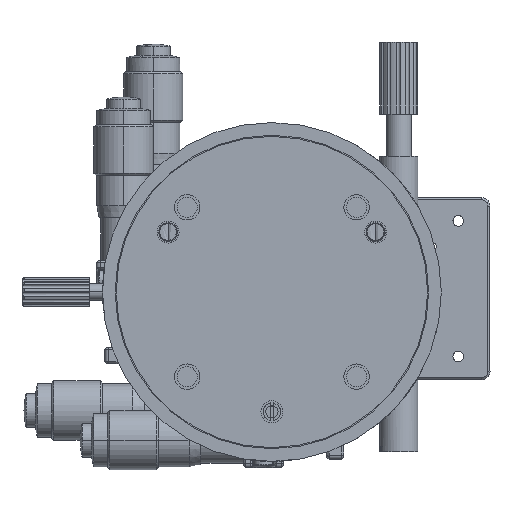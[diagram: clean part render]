
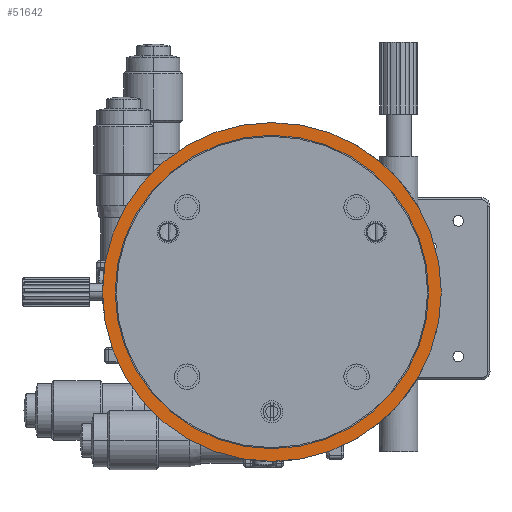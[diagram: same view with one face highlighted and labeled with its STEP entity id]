
A CAD part, front view. The second image highlights one B-rep face of the part: STEP entity #51642.
In plain terms, the highlighted planar face has unit normal (0, -1, 0).
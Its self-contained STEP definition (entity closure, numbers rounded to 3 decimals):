
#2801 = VERTEX_POINT ( 'NONE', #53028 ) ;
#3098 = DIRECTION ( 'NONE',  ( 0., 1., 0. ) ) ;
#4119 = CIRCLE ( 'NONE', #6670, 40. ) ;
#5577 = CARTESIAN_POINT ( 'NONE',  ( 8.807, -59.583, 207.626 ) ) ;
#6670 = AXIS2_PLACEMENT_3D ( 'NONE', #29009, #3098, #33351 ) ;
#7187 = CARTESIAN_POINT ( 'NONE',  ( 8.807, -59.583, 170.626 ) ) ;
#7386 = AXIS2_PLACEMENT_3D ( 'NONE', #32844, #19993, #50244 ) ;
#7636 = CIRCLE ( 'NONE', #22969, 40. ) ;
#9898 = DIRECTION ( 'NONE',  ( 0., 0., -1. ) ) ;
#11495 = EDGE_CURVE ( 'NONE', #2801, #19109, #4119, .T. ) ;
#11633 = CARTESIAN_POINT ( 'NONE',  ( 8.807, -59.583, 244.626 ) ) ;
#12345 = ORIENTED_EDGE ( 'NONE', *, *, #11495, .F. ) ;
#14091 = VERTEX_POINT ( 'NONE', #7187 ) ;
#15635 = PLANE ( 'NONE',  #7386 ) ;
#15860 = DIRECTION ( 'NONE',  ( 0., 1., 0. ) ) ;
#19109 = VERTEX_POINT ( 'NONE', #23259 ) ;
#19958 = ORIENTED_EDGE ( 'NONE', *, *, #41236, .F. ) ;
#19993 = DIRECTION ( 'NONE',  ( 0., 1., 0. ) ) ;
#20625 = AXIS2_PLACEMENT_3D ( 'NONE', #41774, #15860, #46128 ) ;
#21675 = EDGE_LOOP ( 'NONE', ( #12345, #19958 ) ) ;
#22969 = AXIS2_PLACEMENT_3D ( 'NONE', #5577, #35793, #9898 ) ;
#23259 = CARTESIAN_POINT ( 'NONE',  ( 8.807, -59.583, 247.626 ) ) ;
#23906 = CARTESIAN_POINT ( 'NONE',  ( 8.807, -59.583, 207.626 ) ) ;
#25371 = ORIENTED_EDGE ( 'NONE', *, *, #31049, .T. ) ;
#25401 = CIRCLE ( 'NONE', #29234, 37. ) ;
#25764 = VERTEX_POINT ( 'NONE', #11633 ) ;
#26770 = CIRCLE ( 'NONE', #20625, 37. ) ;
#28235 = DIRECTION ( 'NONE',  ( 0., 0., -1. ) ) ;
#29009 = CARTESIAN_POINT ( 'NONE',  ( 8.807, -59.583, 207.626 ) ) ;
#29234 = AXIS2_PLACEMENT_3D ( 'NONE', #23906, #54139, #28235 ) ;
#31049 = EDGE_CURVE ( 'NONE', #14091, #25764, #25401, .T. ) ;
#32844 = CARTESIAN_POINT ( 'NONE',  ( 8.807, -59.583, 207.626 ) ) ;
#33351 = DIRECTION ( 'NONE',  ( 0., 0., -1. ) ) ;
#33651 = EDGE_LOOP ( 'NONE', ( #25371, #47754 ) ) ;
#35793 = DIRECTION ( 'NONE',  ( 0., 1., 0. ) ) ;
#36528 = FACE_BOUND ( 'NONE', #33651, .T. ) ;
#37882 = FACE_OUTER_BOUND ( 'NONE', #21675, .T. ) ;
#41236 = EDGE_CURVE ( 'NONE', #19109, #2801, #7636, .T. ) ;
#41774 = CARTESIAN_POINT ( 'NONE',  ( 8.807, -59.583, 207.626 ) ) ;
#46128 = DIRECTION ( 'NONE',  ( 0., 0., -1. ) ) ;
#47058 = EDGE_CURVE ( 'NONE', #25764, #14091, #26770, .T. ) ;
#47754 = ORIENTED_EDGE ( 'NONE', *, *, #47058, .T. ) ;
#50244 = DIRECTION ( 'NONE',  ( 0., 0., 1. ) ) ;
#51642 = ADVANCED_FACE ( 'NONE', ( #37882, #36528 ), #15635, .F. ) ;
#53028 = CARTESIAN_POINT ( 'NONE',  ( 8.807, -59.583, 167.626 ) ) ;
#54139 = DIRECTION ( 'NONE',  ( 0., 1., 0. ) ) ;
